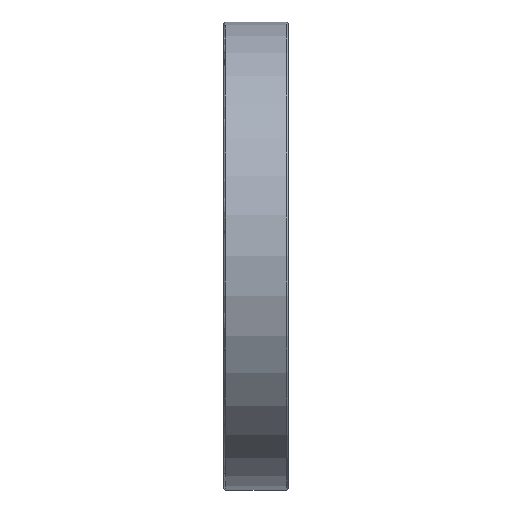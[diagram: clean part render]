
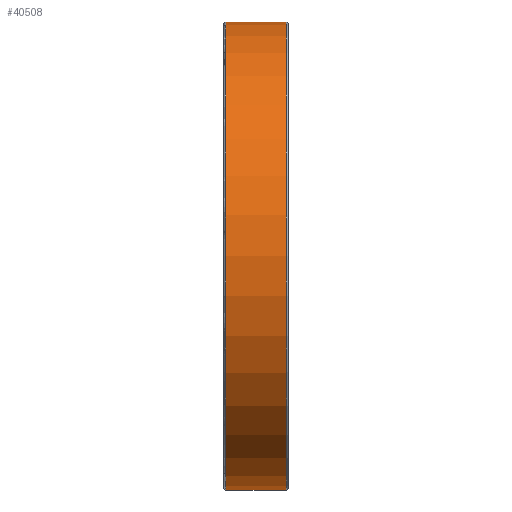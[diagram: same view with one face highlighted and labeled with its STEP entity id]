
A CAD part, top view. The second image highlights one B-rep face of the part: STEP entity #40508.
In plain terms, the highlighted cylindrical face has radius 65 mm (diameter 130 mm), a partial arc.
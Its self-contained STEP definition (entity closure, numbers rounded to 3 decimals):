
#29638=DIRECTION('',(-1.,0.,0.));
#29639=VECTOR('',#29638,16.8);
#29640=CARTESIAN_POINT('',(8.4,65.,0.));
#29641=LINE('',#29640,#29639);
#29645=DIRECTION('',(-1.,0.,0.));
#29646=VECTOR('',#29645,16.8);
#29647=CARTESIAN_POINT('',(8.4,-65.,0.));
#29648=LINE('',#29647,#29646);
#29660=CARTESIAN_POINT('',(8.4,0.,0.));
#29661=DIRECTION('',(1.,0.,0.));
#29662=DIRECTION('',(0.,1.,0.));
#29663=AXIS2_PLACEMENT_3D('',#29660,#29661,#29662);
#29668=CARTESIAN_POINT('',(-8.4,0.,0.));
#29669=DIRECTION('',(1.,0.,0.));
#29670=DIRECTION('',(0.,1.,0.));
#29671=AXIS2_PLACEMENT_3D('',#29668,#29669,#29670);
#37150=CARTESIAN_POINT('',(8.4,65.,0.));
#37151=CARTESIAN_POINT('',(-8.4,65.,0.));
#37152=VERTEX_POINT('',#37150);
#37153=VERTEX_POINT('',#37151);
#37162=CARTESIAN_POINT('',(8.4,-65.,0.));
#37163=CARTESIAN_POINT('',(-8.4,-65.,0.));
#37164=VERTEX_POINT('',#37162);
#37165=VERTEX_POINT('',#37163);
#40496=CARTESIAN_POINT('',(-9.9,0.,0.));
#40497=DIRECTION('',(1.,0.,0.));
#40498=DIRECTION('',(0.,-1.,0.));
#40499=AXIS2_PLACEMENT_3D('',#40496,#40497,#40498);
#40500=CYLINDRICAL_SURFACE('',#40499,65.);
#40501=ORIENTED_EDGE('',*,*,#40486,.F.);
#40502=ORIENTED_EDGE('',*,*,#40463,.T.);
#40503=ORIENTED_EDGE('',*,*,#40490,.T.);
#40505=ORIENTED_EDGE('',*,*,#40504,.F.);
#40506=EDGE_LOOP('',(#40501,#40502,#40503,#40505));
#40507=FACE_OUTER_BOUND('',#40506,.F.);
#29664=CIRCLE('',#29663,65.);
#29672=CIRCLE('',#29671,65.);
#40463=EDGE_CURVE('',#37152,#37164,#29664,.T.);
#40486=EDGE_CURVE('',#37152,#37153,#29641,.T.);
#40490=EDGE_CURVE('',#37164,#37165,#29648,.T.);
#40504=EDGE_CURVE('',#37153,#37165,#29672,.T.);
#40508=ADVANCED_FACE('',(#40507),#40500,.T.);
